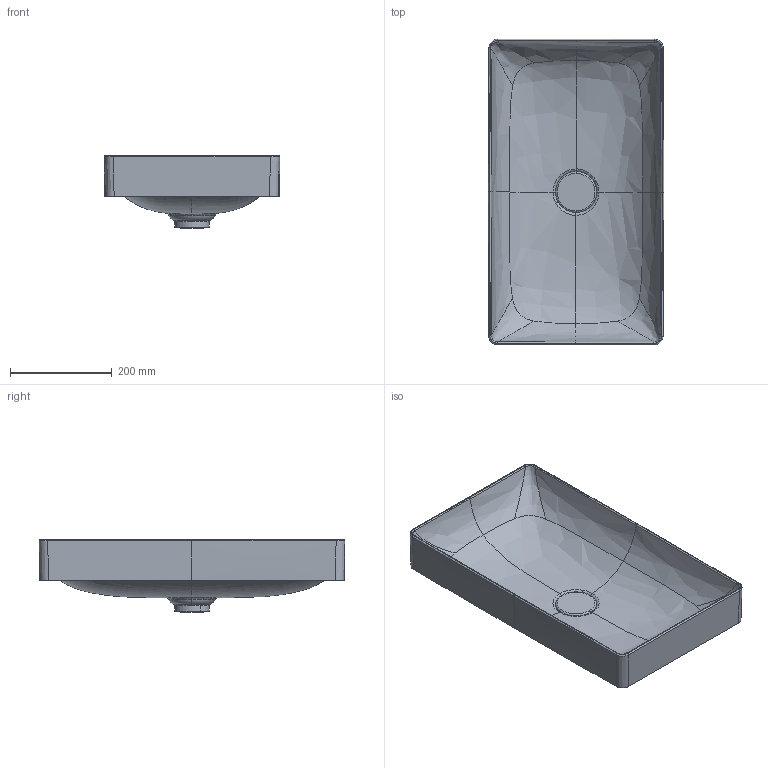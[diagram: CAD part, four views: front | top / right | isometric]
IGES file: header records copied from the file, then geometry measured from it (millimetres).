
Global section: file name: No Iges File Name specified; native system: Autodesk Inventor 2011; preprocessor: AutoDesk Inventor Iges Exporter R2011; author: Administrator; date: 20170622.202452; units: millimetre
Bounding box: 344.9 x 600.19 x 143.3 mm (x, y, z)
Volume: 4101438.5 mm3; surface area: 683613.7 mm2
Topology: 3 solids, 3 shells, 156 faces, 381 edges, 239 vertices
Faces by surface type: bspline 80, revolution 38, plane 18, cylinder 10, torus 6, cone 4
